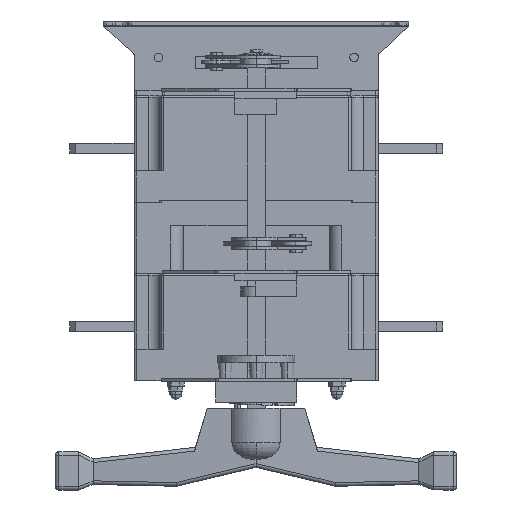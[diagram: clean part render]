
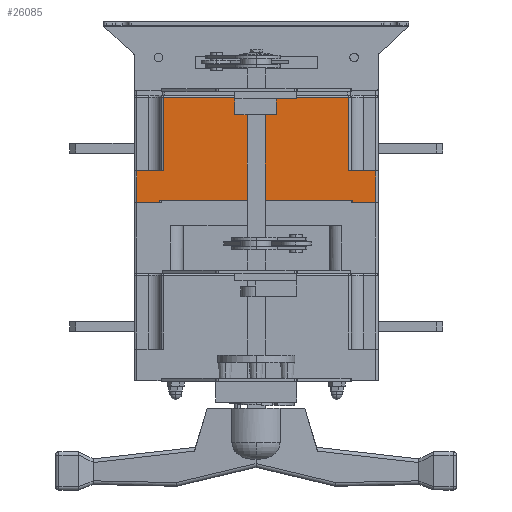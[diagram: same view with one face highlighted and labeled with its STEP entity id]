
A CAD part, left-side view. The second image highlights one B-rep face of the part: STEP entity #26085.
In plain terms, the highlighted planar face has unit normal (-1, 0, 0).
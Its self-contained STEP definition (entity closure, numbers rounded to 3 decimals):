
#576 = VERTEX_POINT ( 'NONE', #25444 ) ;
#776 = VERTEX_POINT ( 'NONE', #26697 ) ;
#933 = ORIENTED_EDGE ( 'NONE', *, *, #40390, .T. ) ;
#1243 = EDGE_CURVE ( 'NONE', #39192, #27236, #15127, .T. ) ;
#2133 = EDGE_LOOP ( 'NONE', ( #25228, #19336, #5805, #22936, #933, #9798, #28873, #12593, #20460, #4992, #28516, #22157 ) ) ;
#2367 = EDGE_CURVE ( 'NONE', #34579, #4676, #26023, .T. ) ;
#2525 = CARTESIAN_POINT ( 'NONE',  ( -189., 76., 230. ) ) ;
#2806 = DIRECTION ( 'NONE',  ( 0., 0., -1. ) ) ;
#3469 = VECTOR ( 'NONE', #9667, 1000. ) ;
#3544 = DIRECTION ( 'NONE',  ( 0., 0., 1. ) ) ;
#4511 = EDGE_CURVE ( 'NONE', #6978, #776, #19574, .T. ) ;
#4676 = VERTEX_POINT ( 'NONE', #36267 ) ;
#4992 = ORIENTED_EDGE ( 'NONE', *, *, #23105, .T. ) ;
#5643 = VECTOR ( 'NONE', #2806, 1000. ) ;
#5805 = ORIENTED_EDGE ( 'NONE', *, *, #12128, .F. ) ;
#6257 = CARTESIAN_POINT ( 'NONE',  ( -189., 78., 144. ) ) ;
#6978 = VERTEX_POINT ( 'NONE', #22982 ) ;
#7688 = VECTOR ( 'NONE', #11235, 1000. ) ;
#7869 = LINE ( 'NONE', #16621, #18810 ) ;
#8077 = CARTESIAN_POINT ( 'NONE',  ( -189., -98., 232. ) ) ;
#8633 = LINE ( 'NONE', #11558, #32209 ) ;
#9161 = EDGE_CURVE ( 'NONE', #28878, #6978, #7869, .T. ) ;
#9667 = DIRECTION ( 'NONE',  ( 0., 0., 1. ) ) ;
#9798 = ORIENTED_EDGE ( 'NONE', *, *, #4511, .F. ) ;
#10556 = DIRECTION ( 'NONE',  ( 0., 0., 1. ) ) ;
#10572 = LINE ( 'NONE', #8077, #39649 ) ;
#10777 = LINE ( 'NONE', #40375, #15710 ) ;
#10952 = EDGE_CURVE ( 'NONE', #28147, #39192, #8633, .T. ) ;
#11235 = DIRECTION ( 'NONE',  ( 0., -1., 0. ) ) ;
#11398 = DIRECTION ( 'NONE',  ( 0., 0., 1. ) ) ;
#11428 = LINE ( 'NONE', #24157, #7688 ) ;
#11558 = CARTESIAN_POINT ( 'NONE',  ( -189., 100., 230. ) ) ;
#11821 = DIRECTION ( 'NONE',  ( 0., 1., 0. ) ) ;
#12128 = EDGE_CURVE ( 'NONE', #32568, #4676, #27884, .T. ) ;
#12532 = PLANE ( 'NONE',  #14516 ) ;
#12593 = ORIENTED_EDGE ( 'NONE', *, *, #21711, .T. ) ;
#12726 = DIRECTION ( 'NONE',  ( 0., 1., 0. ) ) ;
#14175 = VECTOR ( 'NONE', #38747, 1000. ) ;
#14516 = AXIS2_PLACEMENT_3D ( 'NONE', #35443, #16289, #12726 ) ;
#15127 = LINE ( 'NONE', #33698, #5643 ) ;
#15710 = VECTOR ( 'NONE', #37205, 1000. ) ;
#15846 = CARTESIAN_POINT ( 'NONE',  ( -189., -78., 144. ) ) ;
#16289 = DIRECTION ( 'NONE',  ( 1., 0., 0. ) ) ;
#16621 = CARTESIAN_POINT ( 'NONE',  ( -189., 0., 144. ) ) ;
#18810 = VECTOR ( 'NONE', #23719, 1000. ) ;
#19127 = VERTEX_POINT ( 'NONE', #32025 ) ;
#19336 = ORIENTED_EDGE ( 'NONE', *, *, #2367, .T. ) ;
#19574 = LINE ( 'NONE', #15846, #24360 ) ;
#19964 = CARTESIAN_POINT ( 'NONE',  ( -189., 98., 232. ) ) ;
#20376 = CARTESIAN_POINT ( 'NONE',  ( -189., -76., 232. ) ) ;
#20460 = ORIENTED_EDGE ( 'NONE', *, *, #36952, .F. ) ;
#21711 = EDGE_CURVE ( 'NONE', #28878, #38673, #10572, .T. ) ;
#22157 = ORIENTED_EDGE ( 'NONE', *, *, #1243, .T. ) ;
#22290 = VECTOR ( 'NONE', #10556, 1000. ) ;
#22414 = CARTESIAN_POINT ( 'NONE',  ( -189., 98., 170. ) ) ;
#22771 = LINE ( 'NONE', #25913, #3469 ) ;
#22936 = ORIENTED_EDGE ( 'NONE', *, *, #30587, .T. ) ;
#22982 = CARTESIAN_POINT ( 'NONE',  ( -189., -78., 144. ) ) ;
#23105 = EDGE_CURVE ( 'NONE', #19127, #28147, #35993, .T. ) ;
#23583 = EDGE_CURVE ( 'NONE', #34579, #27236, #11428, .T. ) ;
#23719 = DIRECTION ( 'NONE',  ( 0., 1., 0. ) ) ;
#24157 = CARTESIAN_POINT ( 'NONE',  ( -189., 78., 170. ) ) ;
#24360 = VECTOR ( 'NONE', #3544, 1000. ) ;
#24414 = LINE ( 'NONE', #34212, #38924 ) ;
#25228 = ORIENTED_EDGE ( 'NONE', *, *, #23583, .F. ) ;
#25444 = CARTESIAN_POINT ( 'NONE',  ( -189., 78., 146. ) ) ;
#25913 = CARTESIAN_POINT ( 'NONE',  ( -189., 78., 144. ) ) ;
#26023 = LINE ( 'NONE', #19964, #14175 ) ;
#26085 = ADVANCED_FACE ( 'NONE', ( #31923 ), #12532, .F. ) ;
#26697 = CARTESIAN_POINT ( 'NONE',  ( -189., -78., 146. ) ) ;
#27236 = VERTEX_POINT ( 'NONE', #31242 ) ;
#27648 = VECTOR ( 'NONE', #11821, 1000. ) ;
#27884 = LINE ( 'NONE', #30793, #27648 ) ;
#28147 = VERTEX_POINT ( 'NONE', #35431 ) ;
#28150 = DIRECTION ( 'NONE',  ( 0., -1., 0. ) ) ;
#28516 = ORIENTED_EDGE ( 'NONE', *, *, #10952, .T. ) ;
#28873 = ORIENTED_EDGE ( 'NONE', *, *, #9161, .F. ) ;
#28878 = VERTEX_POINT ( 'NONE', #34348 ) ;
#30587 = EDGE_CURVE ( 'NONE', #32568, #576, #22771, .T. ) ;
#30793 = CARTESIAN_POINT ( 'NONE',  ( -189., 0., 144. ) ) ;
#31242 = CARTESIAN_POINT ( 'NONE',  ( -189., 76., 170. ) ) ;
#31923 = FACE_OUTER_BOUND ( 'NONE', #2133, .T. ) ;
#32025 = CARTESIAN_POINT ( 'NONE',  ( -189., -76., 170. ) ) ;
#32209 = VECTOR ( 'NONE', #37014, 1000. ) ;
#32568 = VERTEX_POINT ( 'NONE', #6257 ) ;
#33698 = CARTESIAN_POINT ( 'NONE',  ( -189., 76., 232. ) ) ;
#34212 = CARTESIAN_POINT ( 'NONE',  ( -189., 100., 146. ) ) ;
#34348 = CARTESIAN_POINT ( 'NONE',  ( -189., -98., 144. ) ) ;
#34579 = VERTEX_POINT ( 'NONE', #22414 ) ;
#35431 = CARTESIAN_POINT ( 'NONE',  ( -189., -76., 230. ) ) ;
#35443 = CARTESIAN_POINT ( 'NONE',  ( -189., 100., 232. ) ) ;
#35993 = LINE ( 'NONE', #20376, #22290 ) ;
#36267 = CARTESIAN_POINT ( 'NONE',  ( -189., 98., 144. ) ) ;
#36952 = EDGE_CURVE ( 'NONE', #19127, #38673, #10777, .T. ) ;
#36979 = CARTESIAN_POINT ( 'NONE',  ( -189., -98., 170. ) ) ;
#37014 = DIRECTION ( 'NONE',  ( 0., 1., 0. ) ) ;
#37205 = DIRECTION ( 'NONE',  ( 0., -1., 0. ) ) ;
#38673 = VERTEX_POINT ( 'NONE', #36979 ) ;
#38747 = DIRECTION ( 'NONE',  ( 0., 0., -1. ) ) ;
#38924 = VECTOR ( 'NONE', #28150, 1000. ) ;
#39192 = VERTEX_POINT ( 'NONE', #2525 ) ;
#39649 = VECTOR ( 'NONE', #11398, 1000. ) ;
#40375 = CARTESIAN_POINT ( 'NONE',  ( -189., -78., 170. ) ) ;
#40390 = EDGE_CURVE ( 'NONE', #576, #776, #24414, .T. ) ;
